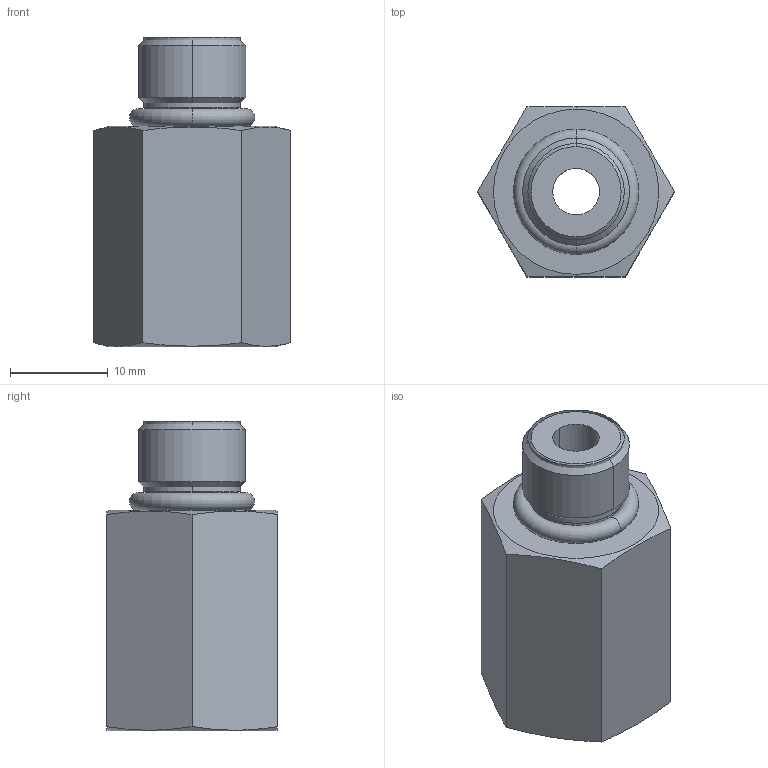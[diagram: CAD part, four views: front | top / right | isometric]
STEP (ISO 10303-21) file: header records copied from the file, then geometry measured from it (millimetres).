
FILE_DESCRIPTION((''),'2;1');
FILE_NAME('ILC30791244','2015-02-09T',('maj'),(''),'PRO/ENGINEER BY PARAMETRIC TECHNOLOGY CORPORATION, 2013320','PRO/ENGINEER BY PARAMETRIC TECHNOLOGY CORPORATION, 2013320','');
FILE_SCHEMA(('CONFIG_CONTROL_DESIGN'));
Length unit declared in the file: inch
Products named in the file (1): ILC30791244
Bounding box: 20.18 x 17.45 x 31.75 mm (x, y, z)
Volume: 5124.8 mm3; surface area: 3771.1 mm2
Topology: 1 solids, 4 shells, 43 faces, 98 edges, 60 vertices
Faces by surface type: cone 14, cylinder 14, plane 11, torus 4
Entity records: 1359 total; most frequent: CARTESIAN_POINT 332, DIRECTION 218, ORIENTED_EDGE 188, EDGE_CURVE 98, AXIS2_PLACEMENT_3D 92, VERTEX_POINT 60, EDGE_LOOP 48, CIRCLE 48
